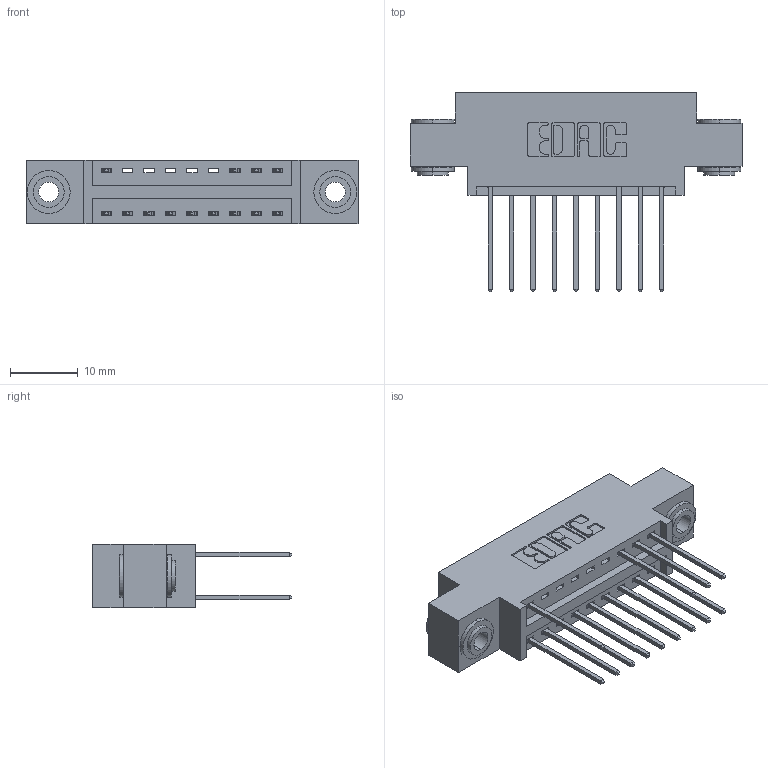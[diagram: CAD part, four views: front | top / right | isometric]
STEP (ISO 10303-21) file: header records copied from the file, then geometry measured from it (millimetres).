
FILE_DESCRIPTION (( 'STEP AP203' ), '1' );
FILE_NAME ('346-018-540-803.STEP', '2018-08-20T08:09:57', ( '' ), ( '' ), 'SwSTEP 2.0', 'SolidWorks 2016', '' );
FILE_SCHEMA (( 'CONFIG_CONTROL_DESIGN' ));
Length unit declared in the file: inch
Products named in the file (4): 346-018-540-803; 346 Part_0.170 Offset - 0.156 Dia-TH; 345-292-001_345-293-140; 345-250-002_345-250-002-102
Assembly tree (16 placements, depth 2):
  346-018-540-803
    346 Part_0.170 Offset - 0.156 Dia-TH
    345-292-001_345-293-140  x13
    345-250-002_345-250-002-102  x2
Bounding box: 49.15 x 29.46 x 9.4 mm (x, y, z)
Volume: 4405.4 mm3; surface area: 5904.3 mm2
Topology: 16 solids, 16 shells, 870 faces, 2537 edges, 1670 vertices
Faces by surface type: plane 570, cylinder 292, cone 8
Entity records: 10956 total; most frequent: CARTESIAN_POINT 1850, ORIENTED_EDGE 1782, DIRECTION 1707, EDGE_CURVE 891, LINE 699, VECTOR 699, VERTEX_POINT 590, AXIS2_PLACEMENT_3D 504
